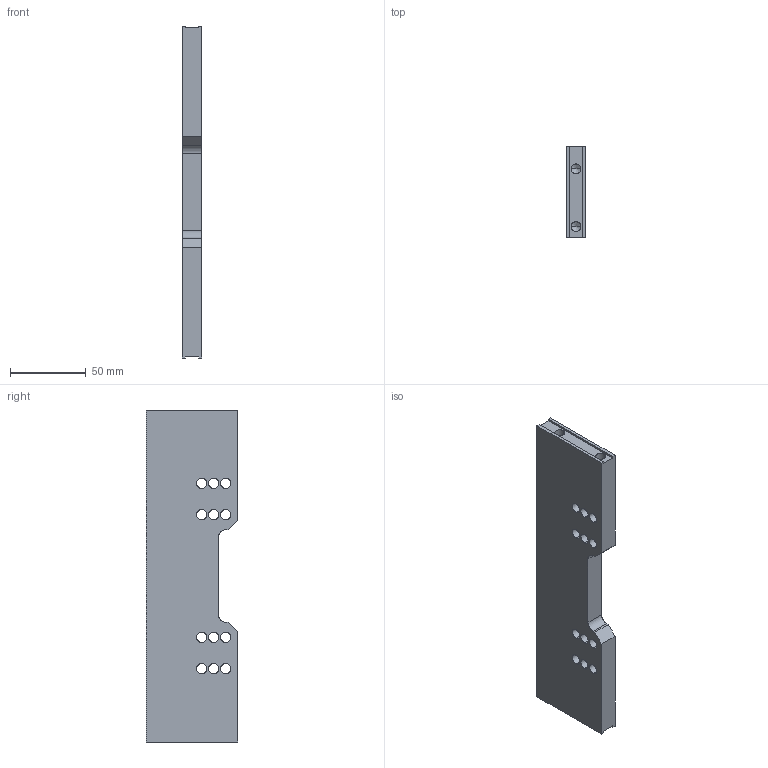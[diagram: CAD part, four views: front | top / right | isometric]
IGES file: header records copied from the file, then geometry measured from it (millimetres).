
Start section: SolidWorks IGES file using analytic representation for surfaces
Global section: file name: D1002221-v1 aLIGO OPTICS TABLE SPEADER BRIDGE.IGS; native system: SolidWorks 2010; preprocessor: SolidWorks 2010; author: cconley; date: 110118.163332; units: inch
Bounding box: 12.7 x 60.33 x 219.07 mm (x, y, z)
Surface area: 36404.2 mm2 (no closed solid volume)
Topology: 0 solids, 0 shells, 62 faces, 1204 edges, 1196 vertices
Faces by surface type: revolution 42, bspline 20
